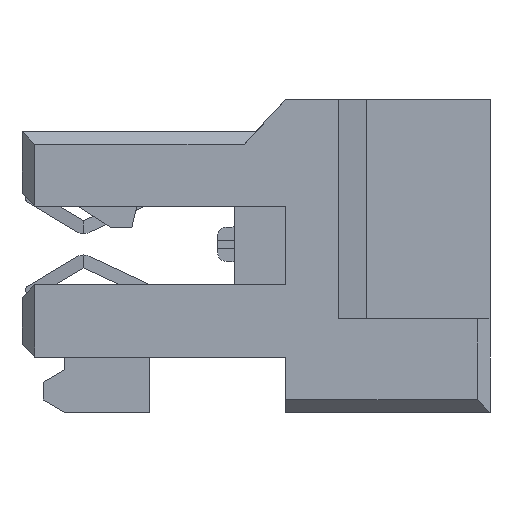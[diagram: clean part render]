
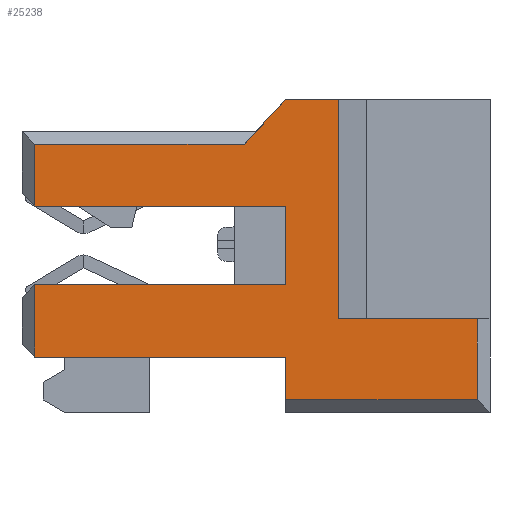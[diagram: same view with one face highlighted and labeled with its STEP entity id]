
A CAD part, left-side view. The second image highlights one B-rep face of the part: STEP entity #25238.
In plain terms, the highlighted face is planar.
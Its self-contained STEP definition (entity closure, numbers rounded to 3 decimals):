
#1710=ORIENTED_EDGE('',*,*,#7109,.T.);
#1711=ORIENTED_EDGE('',*,*,#6945,.T.);
#1712=ORIENTED_EDGE('',*,*,#7237,.T.);
#1713=ORIENTED_EDGE('',*,*,#7238,.T.);
#1714=ORIENTED_EDGE('',*,*,#7078,.T.);
#1715=ORIENTED_EDGE('',*,*,#7073,.T.);
#1716=ORIENTED_EDGE('',*,*,#7239,.T.);
#1717=ORIENTED_EDGE('',*,*,#7240,.T.);
#1718=ORIENTED_EDGE('',*,*,#7241,.T.);
#1719=ORIENTED_EDGE('',*,*,#7242,.T.);
#1720=ORIENTED_EDGE('',*,*,#6941,.T.);
#1721=ORIENTED_EDGE('',*,*,#6938,.T.);
#1722=ORIENTED_EDGE('',*,*,#7106,.T.);
#1723=ORIENTED_EDGE('',*,*,#7243,.T.);
#6938=EDGE_CURVE('',#9745,#9747,#11623,.T.);
#6941=EDGE_CURVE('',#9748,#9745,#11626,.T.);
#6945=EDGE_CURVE('',#9751,#9753,#11630,.T.);
#7073=EDGE_CURVE('',#9848,#9846,#11736,.T.);
#7078=EDGE_CURVE('',#9850,#9848,#11741,.T.);
#7106=EDGE_CURVE('',#9747,#9871,#11769,.T.);
#7109=EDGE_CURVE('',#9874,#9751,#11772,.T.);
#7237=EDGE_CURVE('',#9753,#9979,#11900,.T.);
#7238=EDGE_CURVE('',#9979,#9850,#11901,.T.);
#7239=EDGE_CURVE('',#9846,#9980,#11902,.T.);
#7240=EDGE_CURVE('',#9980,#9981,#11903,.T.);
#7241=EDGE_CURVE('',#9981,#9982,#11904,.T.);
#7242=EDGE_CURVE('',#9982,#9748,#11905,.T.);
#7243=EDGE_CURVE('',#9871,#9874,#11906,.T.);
#9745=VERTEX_POINT('',#33708);
#9747=VERTEX_POINT('',#33712);
#9748=VERTEX_POINT('',#33716);
#9751=VERTEX_POINT('',#33723);
#9753=VERTEX_POINT('',#33727);
#9846=VERTEX_POINT('',#33990);
#9848=VERTEX_POINT('',#33993);
#9850=VERTEX_POINT('',#33999);
#9871=VERTEX_POINT('',#34057);
#9874=VERTEX_POINT('',#34065);
#9979=VERTEX_POINT('',#34303);
#9980=VERTEX_POINT('',#34306);
#9981=VERTEX_POINT('',#34308);
#9982=VERTEX_POINT('',#34310);
#11623=LINE('',#33713,#13788);
#11626=LINE('',#33719,#13791);
#11630=LINE('',#33728,#13795);
#11736=LINE('',#33992,#13901);
#11741=LINE('',#34002,#13906);
#11769=LINE('',#34058,#13934);
#11772=LINE('',#34064,#13937);
#11900=LINE('',#34302,#14065);
#11901=LINE('',#34304,#14066);
#11902=LINE('',#34305,#14067);
#11903=LINE('',#34307,#14068);
#11904=LINE('',#34309,#14069);
#11905=LINE('',#34311,#14070);
#11906=LINE('',#34312,#14071);
#13788=VECTOR('',#28106,1000.);
#13791=VECTOR('',#28111,1000.);
#13795=VECTOR('',#28117,1000.);
#13901=VECTOR('',#28351,1000.);
#13906=VECTOR('',#28358,1000.);
#13934=VECTOR('',#28402,1000.);
#13937=VECTOR('',#28407,1000.);
#14065=VECTOR('',#28545,1000.);
#14066=VECTOR('',#28546,1000.);
#14067=VECTOR('',#28547,1000.);
#14068=VECTOR('',#28548,1000.);
#14069=VECTOR('',#28549,1000.);
#14070=VECTOR('',#28550,1000.);
#14071=VECTOR('',#28551,1000.);
#15823=EDGE_LOOP('',(#1710,#1711,#1712,#1713,#1714,#1715,#1716,#1717,#1718,
#1719,#1720,#1721,#1722,#1723));
#16858=FACE_BOUND('',#15823,.T.);
#17868=PLANE('',#26246);
#25238=ADVANCED_FACE('',(#16858),#17868,.F.);
#26246=AXIS2_PLACEMENT_3D('',#34301,#28543,#28544);
#28106=DIRECTION('',(0.,0.,-1.));
#28111=DIRECTION('',(0.,-1.,0.));
#28117=DIRECTION('',(0.,0.,-1.));
#28351=DIRECTION('',(0.,0.,1.));
#28358=DIRECTION('',(0.,1.,0.));
#28402=DIRECTION('',(0.,1.,0.));
#28407=DIRECTION('',(0.,-1.,0.));
#28543=DIRECTION('',(-1.,0.,0.));
#28544=DIRECTION('',(0.,0.,1.));
#28545=DIRECTION('',(0.,1.,0.));
#28546=DIRECTION('',(0.,0.,-1.));
#28547=DIRECTION('',(0.,-1.,0.));
#28548=DIRECTION('',(0.,0.,1.));
#28549=DIRECTION('',(0.,-1.,0.));
#28550=DIRECTION('',(0.,-0.682,-0.731));
#28551=DIRECTION('',(0.,0.,-1.));
#33708=CARTESIAN_POINT('',(7.5,0.3,2.625));
#33712=CARTESIAN_POINT('',(7.5,0.3,1.175));
#33713=CARTESIAN_POINT('',(7.5,0.3,3.675));
#33716=CARTESIAN_POINT('',(7.5,5.22,2.625));
#33719=CARTESIAN_POINT('',(7.5,11.,2.625));
#33723=CARTESIAN_POINT('',(7.5,0.3,-0.675));
#33727=CARTESIAN_POINT('',(7.5,0.3,-2.375));
#33728=CARTESIAN_POINT('',(7.5,0.3,3.675));
#33990=CARTESIAN_POINT('',(7.5,10.7,-1.475));
#33992=CARTESIAN_POINT('',(7.5,10.7,-1.475));
#33993=CARTESIAN_POINT('',(7.5,10.7,-3.375));
#33999=CARTESIAN_POINT('',(7.5,6.2,-3.375));
#34002=CARTESIAN_POINT('',(7.5,11.,-3.375));
#34057=CARTESIAN_POINT('',(7.5,6.2,1.175));
#34058=CARTESIAN_POINT('',(7.5,0.,1.175));
#34064=CARTESIAN_POINT('',(7.5,6.2,-0.675));
#34065=CARTESIAN_POINT('',(7.5,6.2,-0.675));
#34301=CARTESIAN_POINT('',(7.5,11.,3.675));
#34302=CARTESIAN_POINT('',(7.5,0.,-2.375));
#34303=CARTESIAN_POINT('',(7.5,6.2,-2.375));
#34304=CARTESIAN_POINT('',(7.5,6.2,-2.375));
#34305=CARTESIAN_POINT('',(7.5,11.,-1.475));
#34306=CARTESIAN_POINT('',(7.5,7.45,-1.475));
#34307=CARTESIAN_POINT('',(7.5,7.45,-1.475));
#34308=CARTESIAN_POINT('',(7.5,7.45,3.675));
#34309=CARTESIAN_POINT('',(7.5,11.,3.675));
#34310=CARTESIAN_POINT('',(7.5,6.2,3.675));
#34311=CARTESIAN_POINT('',(7.5,6.2,3.675));
#34312=CARTESIAN_POINT('',(7.5,6.2,1.175));
